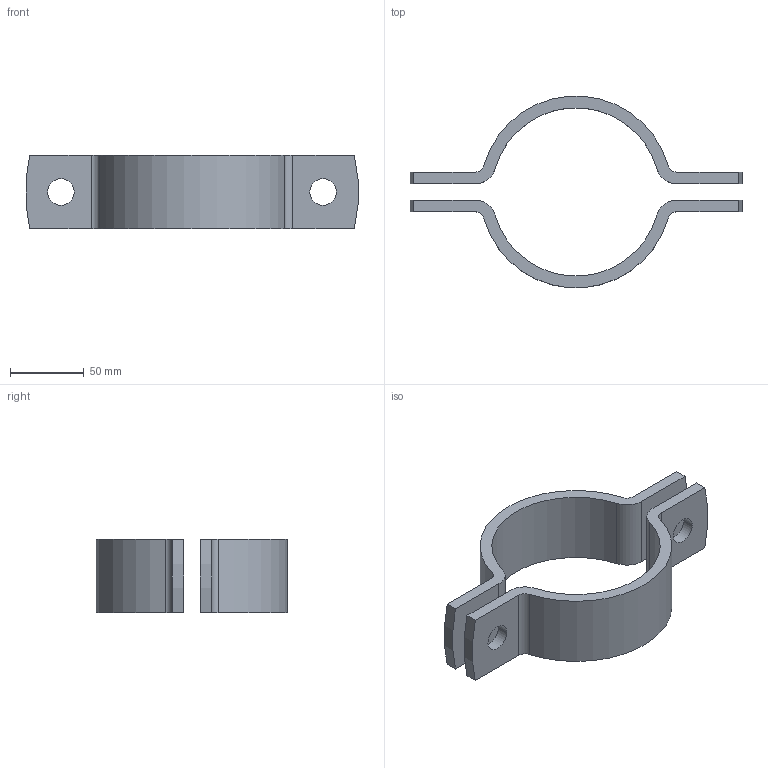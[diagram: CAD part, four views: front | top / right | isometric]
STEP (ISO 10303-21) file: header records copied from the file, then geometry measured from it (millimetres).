
FILE_DESCRIPTION (( 'STEP AP203' ), '1' );
FILE_NAME ('NW100-114,3 (DIN 3567).STEP', '2023-12-08T11:33:07', ( '' ), ( '' ), 'SwSTEP 2.0', 'SolidWorks 2023', '' );
FILE_SCHEMA (( 'CONFIG_CONTROL_DESIGN' ));
Length unit declared in the file: millimetre
Products named in the file (1): NW100-114,3 (DIN 3567)
Bounding box: 225.38 x 129.82 x 50 mm (x, y, z)
Volume: 208905 mm3; surface area: 64211.3 mm2
Topology: 2 solids, 2 shells, 36 faces, 96 edges, 64 vertices
Faces by surface type: cylinder 24, plane 12
Entity records: 1239 total; most frequent: DIRECTION 218, CARTESIAN_POINT 197, ORIENTED_EDGE 192, EDGE_CURVE 96, AXIS2_PLACEMENT_3D 85, VERTEX_POINT 64, VECTOR 48, LINE 48
